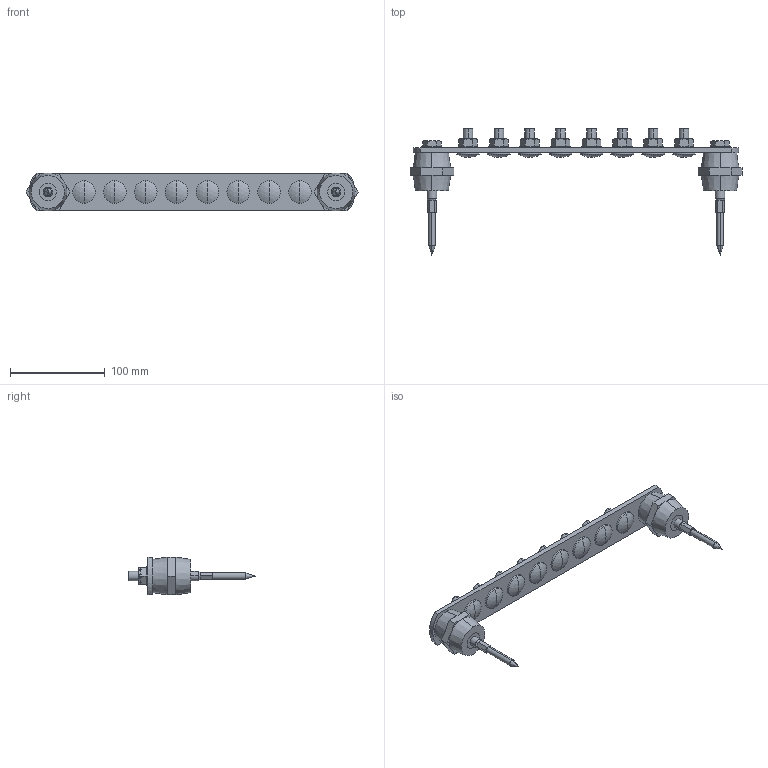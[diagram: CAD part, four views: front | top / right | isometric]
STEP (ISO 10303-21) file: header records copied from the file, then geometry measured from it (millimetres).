
FILE_DESCRIPTION (( 'STEP AP214' ), '1' );
FILE_NAME ('5015836.STEP', '2025-03-05T11:05:16', ( '' ), ( '' ), 'SwSTEP 2.0', 'SolidWorks 2024', '' );
FILE_SCHEMA (( 'AUTOMOTIVE_DESIGN' ));
Length unit declared in the file: millimetre
Products named in the file (10): 116886_CU 08 Art.-Nr.: 5015 836; 088844; 018622_ISO 4017 - M10 x 25; 088841; 086424_M10x25-; 5015836; 116828; 011645_Hexagon Nut ISO 4032 - M10 - D - C; 088843; 013622_DIN 137-B10
Assembly tree (36 placements, depth 3):
  5015836
    116886_CU 08 Art.-Nr.: 5015 836
    086424_M10x25-  x8
    013622_DIN 137-B10  x10
    011645_Hexagon Nut ISO 4032 - M10 - D - C  x8
    018622_ISO 4017 - M10 x 25  x2
    116828  x2
    088841  x2
      088844
      088843
Bounding box: 349.69 x 133 x 40 mm (x, y, z)
Volume: 208633.7 mm3; surface area: 92986.6 mm2
Topology: 37 solids, 37 shells, 681 faces, 1483 edges, 884 vertices
Faces by surface type: plane 302, cylinder 183, cone 164, sphere 16, bspline 12, torus 4
Entity records: 7148 total; most frequent: CARTESIAN_POINT 1575, DIRECTION 1153, ORIENTED_EDGE 1026, EDGE_CURVE 513, AXIS2_PLACEMENT_3D 432, VERTEX_POINT 319, LINE 289, VECTOR 289
